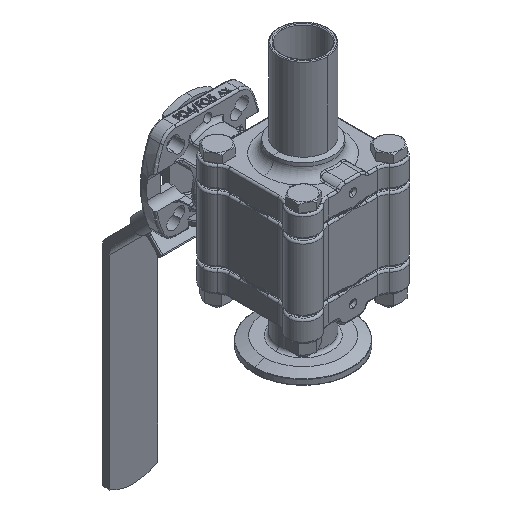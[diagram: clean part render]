
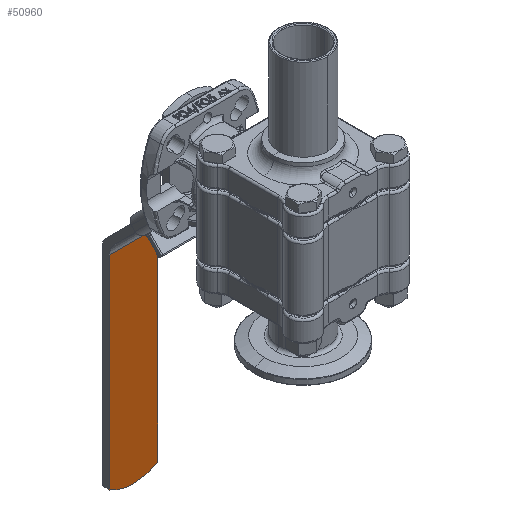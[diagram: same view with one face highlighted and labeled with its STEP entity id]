
A CAD part, isometric view. The second image highlights one B-rep face of the part: STEP entity #50960.
In plain terms, the highlighted planar face has unit normal (0, -1, 0).
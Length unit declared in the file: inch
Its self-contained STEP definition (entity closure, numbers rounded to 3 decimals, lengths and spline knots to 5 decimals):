
#908 = CARTESIAN_POINT ( 'NONE',  ( 0.49213, 3.46063, -2.1344 ) ) ;
#1808 = AXIS2_PLACEMENT_3D ( 'NONE', #25136, #50895, #29947 ) ;
#6328 = EDGE_CURVE ( 'NONE', #32271, #36197, #49845, .T. ) ;
#6768 = DIRECTION ( 'NONE',  ( -1., 0., 0. ) ) ;
#7797 = CARTESIAN_POINT ( 'NONE',  ( -0.49213, 3.46063, -2.1344 ) ) ;
#7828 = EDGE_CURVE ( 'NONE', #21634, #46274, #39273, .T. ) ;
#8127 = CARTESIAN_POINT ( 'NONE',  ( 0., 3.46063, -5.43307 ) ) ;
#8661 = ORIENTED_EDGE ( 'NONE', *, *, #42707, .T. ) ;
#8772 = AXIS2_PLACEMENT_3D ( 'NONE', #8127, #55148, #8855 ) ;
#8855 = DIRECTION ( 'NONE',  ( 0., 0., 1. ) ) ;
#10533 = CARTESIAN_POINT ( 'NONE',  ( 0.49213, 3.46063, -2.1344 ) ) ;
#12711 = ORIENTED_EDGE ( 'NONE', *, *, #39521, .F. ) ;
#16444 = ORIENTED_EDGE ( 'NONE', *, *, #6328, .T. ) ;
#21634 = VERTEX_POINT ( 'NONE', #908 ) ;
#22234 = LINE ( 'NONE', #32070, #52104 ) ;
#22594 = CARTESIAN_POINT ( 'NONE',  ( -0.49213, 3.46063, -6.41732 ) ) ;
#25136 = CARTESIAN_POINT ( 'NONE',  ( 0.49213, 3.46063, -6.41732 ) ) ;
#28350 = DIRECTION ( 'NONE',  ( 0., 0., -1. ) ) ;
#29947 = DIRECTION ( 'NONE',  ( 0., 0., -1. ) ) ;
#31392 = VECTOR ( 'NONE', #6768, 39.37008 ) ;
#32070 = CARTESIAN_POINT ( 'NONE',  ( 0.49213, 3.46063, -6.41732 ) ) ;
#32271 = VERTEX_POINT ( 'NONE', #34032 ) ;
#33843 = ORIENTED_EDGE ( 'NONE', *, *, #7828, .T. ) ;
#34032 = CARTESIAN_POINT ( 'NONE',  ( -0.49213, 3.46063, -6.28546 ) ) ;
#36197 = VERTEX_POINT ( 'NONE', #55014 ) ;
#38520 = VECTOR ( 'NONE', #48147, 39.37008 ) ;
#39273 = LINE ( 'NONE', #10533, #31392 ) ;
#39521 = EDGE_CURVE ( 'NONE', #21634, #36197, #22234, .T. ) ;
#41958 = PLANE ( 'NONE',  #1808 ) ;
#42707 = EDGE_CURVE ( 'NONE', #46274, #32271, #49109, .T. ) ;
#44452 = FACE_OUTER_BOUND ( 'NONE', #49329, .T. ) ;
#46274 = VERTEX_POINT ( 'NONE', #7797 ) ;
#48147 = DIRECTION ( 'NONE',  ( 0., 0., -1. ) ) ;
#49109 = LINE ( 'NONE', #22594, #38520 ) ;
#49329 = EDGE_LOOP ( 'NONE', ( #8661, #16444, #12711, #33843 ) ) ;
#49845 = CIRCLE ( 'NONE', #8772, 0.98425 ) ;
#50895 = DIRECTION ( 'NONE',  ( 0., 1., 0. ) ) ;
#50960 = ADVANCED_FACE ( 'NONE', ( #44452 ), #41958, .F. ) ;
#52104 = VECTOR ( 'NONE', #28350, 39.37008 ) ;
#55014 = CARTESIAN_POINT ( 'NONE',  ( 0.49213, 3.46063, -6.28546 ) ) ;
#55148 = DIRECTION ( 'NONE',  ( 0., -1., 0. ) ) ;
